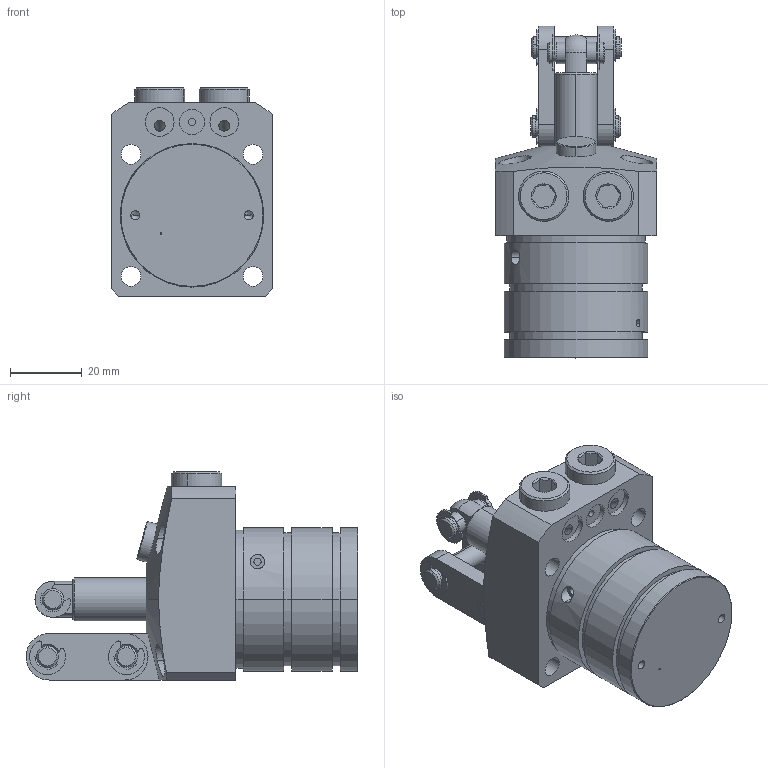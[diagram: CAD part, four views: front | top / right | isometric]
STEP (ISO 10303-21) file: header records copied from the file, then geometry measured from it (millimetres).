
FILE_DESCRIPTION (( 'STEP AP203' ), '1' );
FILE_NAME ('CLKW-040GE 杠杆式油压缸三维图.STEP', '2021-06-18T06:39:00', ( 'Windows' ), ( 'Microsoft' ), 'SwSTEP 2.0', 'SolidWorks 2014', '' );
FILE_SCHEMA (( 'CONFIG_CONTROL_DESIGN' ));
Length unit declared in the file: millimetre
Products named in the file (8): CLKW-040GE 杠杆式油压缸三维图; ｻ鏸鄕ﾋ_1_1_1; ﾁｬｸﾋ_1_1_1_1; 销轴1_1_1_1_1; 销轴2_1_1_1_1; 0.6ｵ訐1_1_1_1; 囀鞠褒黑芛郔陔1-8_1; 40G掛极
Assembly tree (15 placements, depth 2):
  CLKW-040GE 杠杆式油压缸三维图
    ｻ鏸鄕ﾋ_1_1_1
    ﾁｬｸﾋ_1_1_1_1  x2
    销轴1_1_1_1_1
    销轴2_1_1_1_1  x2
    0.6ｵ訐1_1_1_1  x6
    囀鞠褒黑芛郔陔1-8_1  x2
    40G掛极
Bounding box: 45 x 92.5 x 58 mm (x, y, z)
Volume: 83916.2 mm3; surface area: 30236.7 mm2
Topology: 14 solids, 16 shells, 413 faces, 985 edges, 636 vertices
Faces by surface type: cylinder 193, plane 137, cone 77, bspline 4, sphere 2
Entity records: 9143 total; most frequent: CARTESIAN_POINT 2241, DIRECTION 1305, ORIENTED_EDGE 1140, EDGE_CURVE 573, AXIS2_PLACEMENT_3D 539, VERTEX_POINT 370, EDGE_LOOP 308, CIRCLE 273
